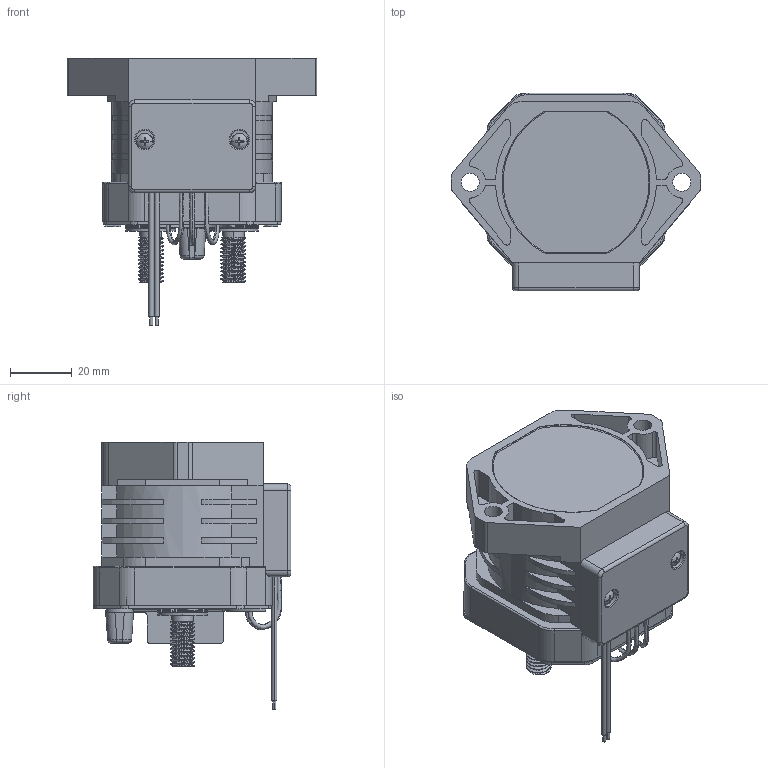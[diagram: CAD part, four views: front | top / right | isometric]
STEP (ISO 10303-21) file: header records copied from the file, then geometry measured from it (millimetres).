
FILE_DESCRIPTION((''),'2;1');
FILE_NAME('EVQ200__0001_ASM','2021-08-04T10:44:11',('Administrator'),(''),'CREO PARAMETRIC BY PTC INC, 2018400','CREO PARAMETRIC BY PTC INC, 2018400','');
FILE_SCHEMA(('CONFIG_CONTROL_DESIGN'));
Products named in the file (14): NLW_2-9; NLW_2-9720; 7_1_1-19431; 7_1_1-21587; 18_1_1_SOLID_1; 23_1_1-27906; 23_1_1-28130; 23_1_1-28354; 00_1; 0002_1_1; 0002_1_2; 0002_1_3; 250_ASM; EVQ200__0001_ASM
Assembly tree (13 placements, depth 3):
  EVQ200__0001_ASM
    250_ASM
      NLW_2-9
      NLW_2-9720
      7_1_1-19431
      7_1_1-21587
      18_1_1_SOLID_1
      23_1_1-27906
      23_1_1-28130
      23_1_1-28354
      00_1
      0002_1_1
      0002_1_2
      0002_1_3
Bounding box: 80.5 x 63.9 x 86.4 mm (x, y, z)
Volume: 50635.1 mm3; surface area: 48681.2 mm2
Topology: 12 solids, 13 shells, 1390 faces, 4014 edges, 2688 vertices
Faces by surface type: plane 718, cylinder 430, cone 145, torus 64, bspline 24, extrusion 5, sphere 4
Entity records: 70307 total; most frequent: CARTESIAN_POINT 33202, ORIENTED_EDGE 8020, DIRECTION 7605, EDGE_CURVE 4010, AXIS2_PLACEMENT_3D 2755, VERTEX_POINT 2688, VECTOR 2095, LINE 2090
